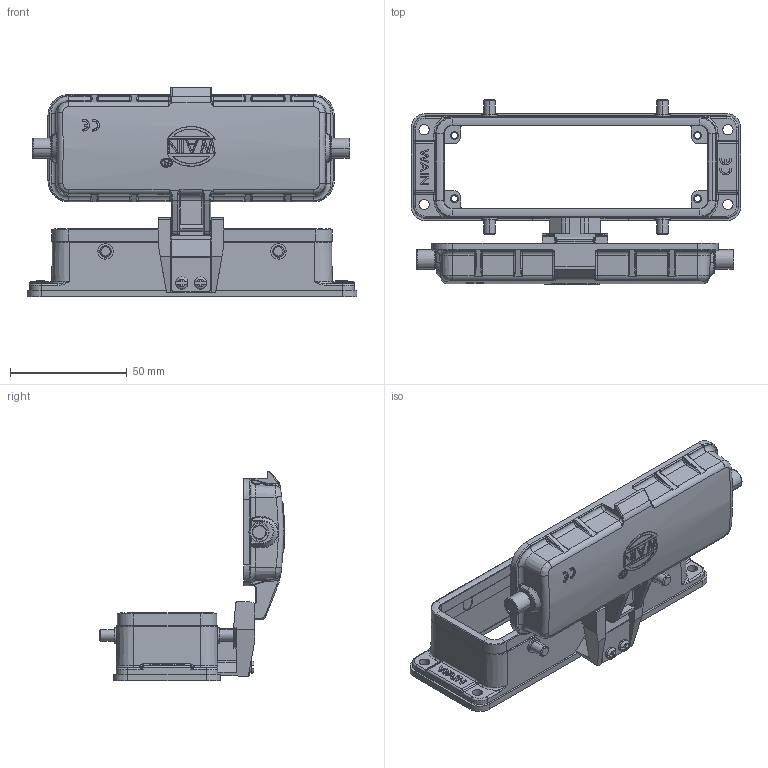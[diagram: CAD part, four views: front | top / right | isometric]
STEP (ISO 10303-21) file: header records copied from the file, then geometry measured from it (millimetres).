
FILE_DESCRIPTION(/* description */ (''),/* implementation_level */ '2;1');
FILE_NAME(/* name */ '3D_1240243701101_HV24B-BK-4B-MCV_V1.1.STP',/* time_stamp */ '2024-01-17T11:16:54+08:00',/* author */ (''),/* organization */ (''),/* preprocessor_version */ 'ST-DEVELOPER v18.1',/* originating_system */ 'SIEMENS PLM Software NX 1980',/* authorisation */ '');
FILE_SCHEMA (('AUTOMOTIVE_DESIGN { 1 0 10303 214 3 1 1 1 }'));
Products named in the file (1): 14593C30272Bdug3
Bounding box: 141 x 79.12 x 89.48 mm (x, y, z)
Volume: 79451.8 mm3; surface area: 55202.7 mm2
Topology: 17 solids, 17 shells, 1560 faces, 3897 edges, 2404 vertices
Faces by surface type: cylinder 624, plane 473, torus 271, bspline 99, cone 70, sphere 14, extrusion 9
Full cylindrical faces by diameter (mm): 4 x2
Entity records: 58288 total; most frequent: CARTESIAN_POINT 23419, ORIENTED_EDGE 7762, DIRECTION 6500, EDGE_CURVE 3881, AXIS2_PLACEMENT_3D 2486, VERTEX_POINT 2402, EDGE_LOOP 1651, ADVANCED_FACE 1560
